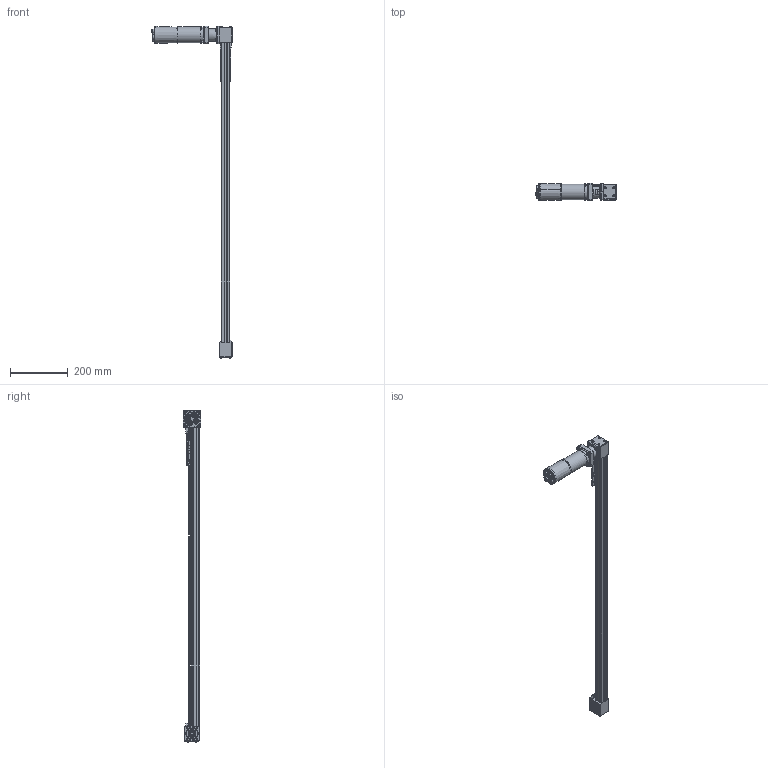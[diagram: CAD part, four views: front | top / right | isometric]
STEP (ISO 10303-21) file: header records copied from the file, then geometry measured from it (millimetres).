
FILE_DESCRIPTION (( 'STEP AP203' ), '1' );
FILE_NAME ('MXB-492145-1.step', '2025-07-07T14:09:55', ( '' ), ( '' ), 'SwSTEP 2.0', 'SolidWorks 2024', '' );
FILE_SCHEMA (( 'CONFIG_CONTROL_DESIGN' ));
Length unit declared in the file: inch
Products named in the file (5): MXB-492145-1; 36049449_MXB-492145-1; tempJoin3_45109053_MXB-492145-1; Base_MXB-492145-1; 85169803_MXB-492145-1
Assembly tree (4 placements, depth 2):
  MXB-492145-1
    36049449_MXB-492145-1
    tempJoin3_45109053_MXB-492145-1
    85169803_MXB-492145-1
    Base_MXB-492145-1
Bounding box: 276.05 x 61.87 x 1145.12 mm (x, y, z)
Volume: 1423971.8 mm3; surface area: 362492.2 mm2
Topology: 8 solids, 41 shells, 1903 faces, 4491 edges, 2862 vertices
Faces by surface type: plane 1076, cylinder 565, cone 186, torus 34, bspline 30, sphere 12
Full cylindrical faces by diameter (mm): 0.7 x17, 1 x5, 1.2 x8, 1.575 x8, 1.587 x1, 2.013 x2, 2.5 x8, 2.921 x4, 3 x19, 3.1 x5, 3.3 x25, 3.454 x6, 3.91 x2, 3.912 x4, 3.97 x4, 4 x13, 4.2 x2, 4.201 x4, 4.5 x2, 4.572 x1, 4.623 x4, 4.826 x4, 4.93 x4, 5 x6, 5.001 x4, 5.2 x6, 5.5 x16, 6 x4, 6.35 x1, 6.4 x4
Entity records: 53987 total; most frequent: CARTESIAN_POINT 11702, DIRECTION 8821, ORIENTED_EDGE 7798, EDGE_CURVE 3899, AXIS2_PLACEMENT_3D 3294, VERTEX_POINT 2709, EDGE_LOOP 2658, LINE 2233
